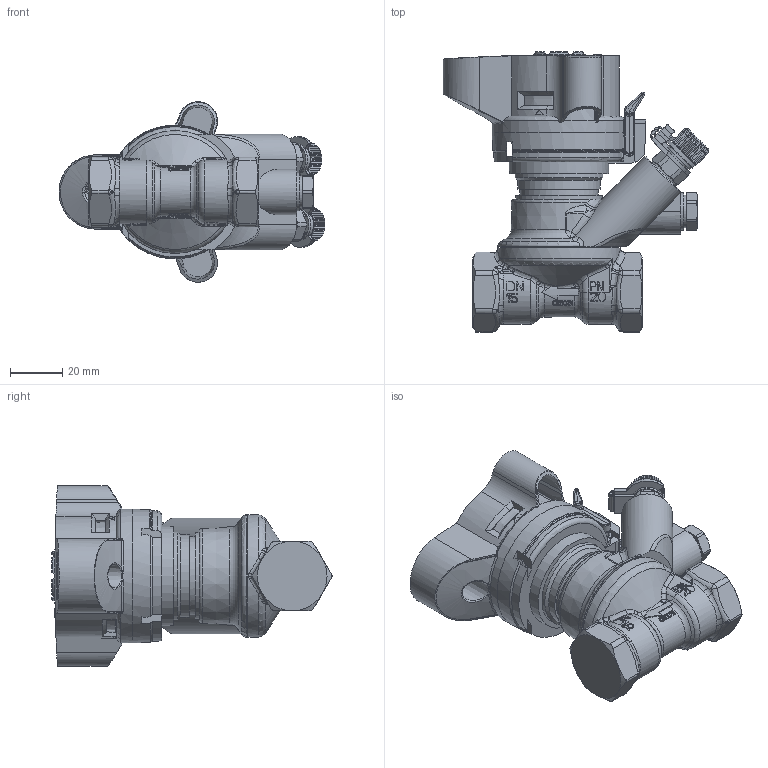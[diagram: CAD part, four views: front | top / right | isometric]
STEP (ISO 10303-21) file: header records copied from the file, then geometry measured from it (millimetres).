
FILE_DESCRIPTION(/* description */ (''),/* implementation_level */ '2;1');
FILE_NAME(/* name */ 'ASV-BD_DN15_STEP_Simplify_1.stp',/* time_stamp */ '2023-08-27T21:40:39+02:00',/* author */ ('U331767'),/* organization */ (''),/* preprocessor_version */ 'ST-DEVELOPER v18.1',/* originating_system */ 'Autodesk Inventor 2022',/* authorisation */ '');
FILE_SCHEMA (('AUTOMOTIVE_DESIGN { 1 0 10303 214 3 1 1 }'));
Products named in the file (1): ASV-BD_DN15_STEP_Simplify_1
Bounding box: 102.03 x 107.42 x 69.21 mm (x, y, z)
Volume: 177485.8 mm3; surface area: 61717.9 mm2
Topology: 21 solids, 34 shells, 3077 faces, 8613 edges, 5605 vertices
Faces by surface type: plane 1684, cone 593, cylinder 361, bspline 326, torus 86, sphere 27
Full cylindrical faces by diameter (mm): 7.72 x1, 8 x2, 10.5 x1, 11.3 x2, 11.44 x1, 12 x2, 12.5 x1, 13 x2, 14.5 x1, 16.5 x1, 18 x1, 27.4 x1, 28.3 x1, 30 x2, 30.5 x1, 31.7 x1, 33.8 x2, 43.27 x1
Entity records: 143281 total; most frequent: CARTESIAN_POINT 64593, ORIENTED_EDGE 16899, DIRECTION 14871, EDGE_CURVE 8611, AXIS2_PLACEMENT_3D 5614, VERTEX_POINT 5604, LINE 3643, VECTOR 3643
